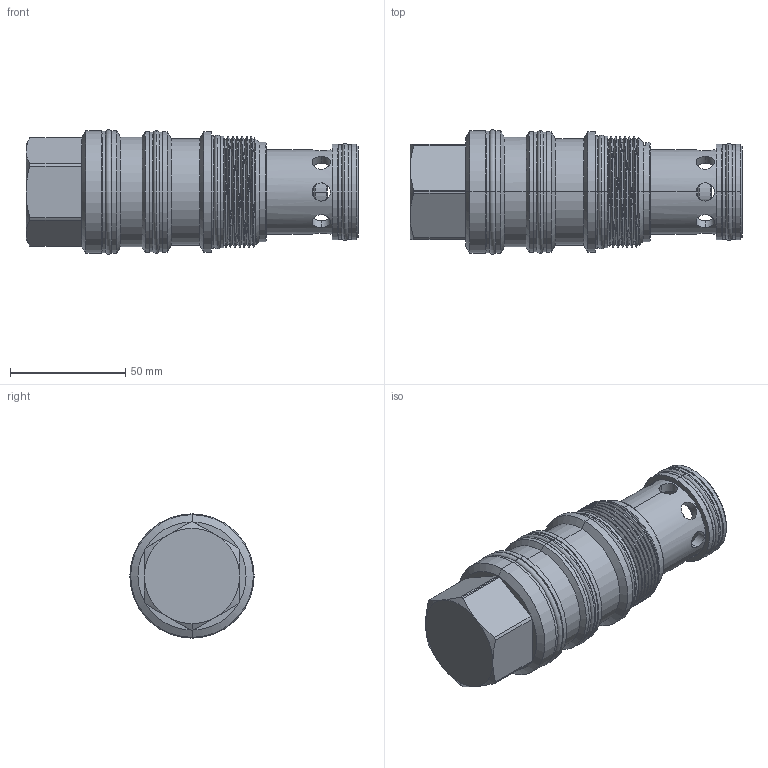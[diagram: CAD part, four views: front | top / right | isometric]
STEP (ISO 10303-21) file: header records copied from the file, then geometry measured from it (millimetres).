
FILE_DESCRIPTION (( 'STEP AP203' ), '1' );
FILE_NAME ('LN24A4S-N.STEP', '2020-03-23T01:21:17', ( '' ), ( '' ), 'SwSTEP 2.0', 'SolidWorks 2018', '' );
FILE_SCHEMA (( 'CONFIG_CONTROL_DESIGN' ));
Length unit declared in the file: millimetre
Products named in the file (1): LN24A4S-N
Bounding box: 143.85 x 53.84 x 53.84 mm (x, y, z)
Volume: 219566.2 mm3; surface area: 45668.8 mm2
Topology: 6 solids, 6 shells, 234 faces, 531 edges, 326 vertices
Faces by surface type: cylinder 120, cone 47, plane 46, torus 16, bspline 3, sphere 2
Entity records: 9530 total; most frequent: CARTESIAN_POINT 4187, DIRECTION 1150, ORIENTED_EDGE 1062, EDGE_CURVE 531, AXIS2_PLACEMENT_3D 488, VERTEX_POINT 326, EDGE_LOOP 277, CIRCLE 256
